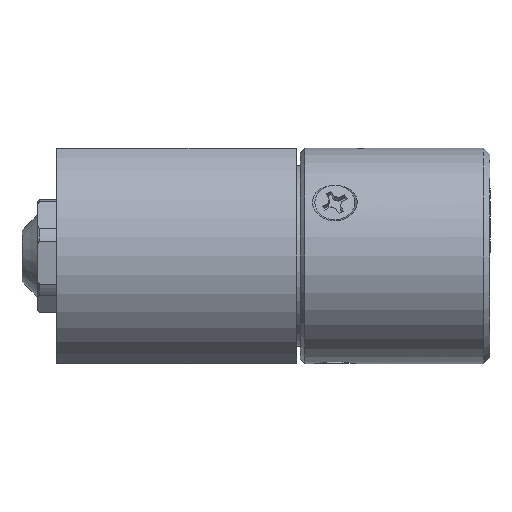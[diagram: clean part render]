
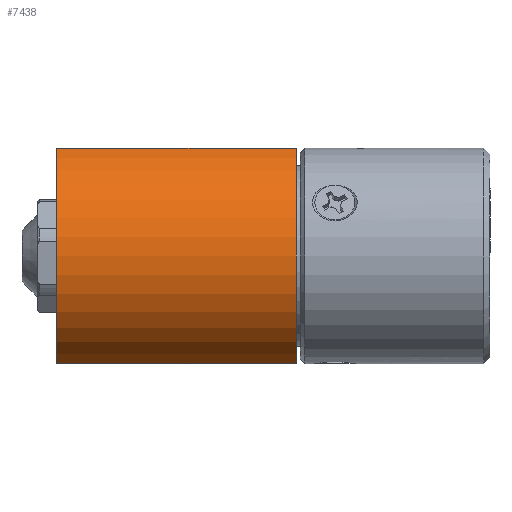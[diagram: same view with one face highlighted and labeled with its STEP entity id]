
A CAD part, left-side view. The second image highlights one B-rep face of the part: STEP entity #7438.
In plain terms, the highlighted cylindrical face has radius 27.5 mm (diameter 55 mm), a partial arc.
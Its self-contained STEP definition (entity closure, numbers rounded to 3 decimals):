
#380=LINE('',#13763,#703);
#385=LINE('',#13775,#708);
#703=VECTOR('',#8780,1000.);
#708=VECTOR('',#8791,1000.);
#2823=ORIENTED_EDGE('',*,*,#3598,.F.);
#2824=ORIENTED_EDGE('',*,*,#3591,.F.);
#2825=ORIENTED_EDGE('',*,*,#3588,.F.);
#2826=ORIENTED_EDGE('',*,*,#3597,.T.);
#3588=EDGE_CURVE('',#4112,#4114,#4189,.T.);
#3591=EDGE_CURVE('',#4114,#4116,#380,.T.);
#3597=EDGE_CURVE('',#4112,#4119,#385,.T.);
#3598=EDGE_CURVE('',#4116,#4119,#4192,.T.);
#4112=VERTEX_POINT('',#13755);
#4114=VERTEX_POINT('',#13758);
#4116=VERTEX_POINT('',#13764);
#4119=VERTEX_POINT('',#13774);
#4189=CIRCLE('',#7780,27.5);
#4192=CIRCLE('',#7787,27.5);
#4560=EDGE_LOOP('',(#2823,#2824,#2825,#2826));
#4935=FACE_BOUND('',#4560,.T.);
#4969=CYLINDRICAL_SURFACE('',#7786,27.5);
#7438=ADVANCED_FACE('',(#4935),#4969,.T.);
#7780=AXIS2_PLACEMENT_3D('',#13757,#8773,#8774);
#7786=AXIS2_PLACEMENT_3D('',#13776,#8792,#8793);
#7787=AXIS2_PLACEMENT_3D('',#13777,#8794,#8795);
#8773=DIRECTION('',(0.,1.,0.));
#8774=DIRECTION('',(-1.,0.,0.));
#8780=DIRECTION('',(0.,-1.,0.));
#8791=DIRECTION('',(0.,-1.,0.));
#8792=DIRECTION('',(0.,-1.,0.));
#8793=DIRECTION('',(0.,0.,1.));
#8794=DIRECTION('',(0.,-1.,0.));
#8795=DIRECTION('',(0.,0.,1.));
#13755=CARTESIAN_POINT('',(-11.456,71.5,-25.));
#13757=CARTESIAN_POINT('',(0.,71.5,0.));
#13758=CARTESIAN_POINT('',(-11.456,71.5,25.));
#13763=CARTESIAN_POINT('',(-11.456,71.5,25.));
#13764=CARTESIAN_POINT('',(-11.456,16.,25.));
#13774=CARTESIAN_POINT('',(-11.456,16.,-25.));
#13775=CARTESIAN_POINT('',(-11.456,71.5,-25.));
#13776=CARTESIAN_POINT('',(0.,71.5,0.));
#13777=CARTESIAN_POINT('',(0.,16.,0.));
